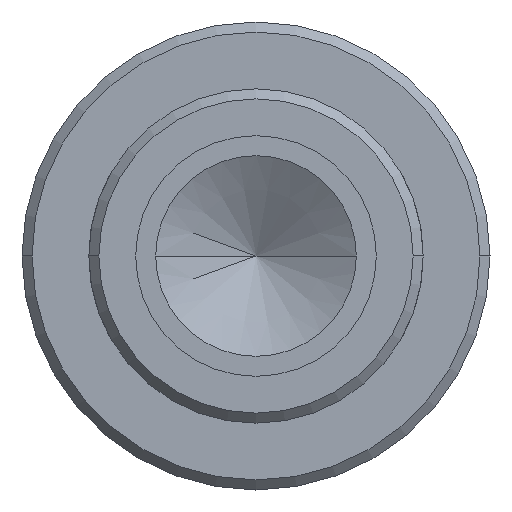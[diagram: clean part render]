
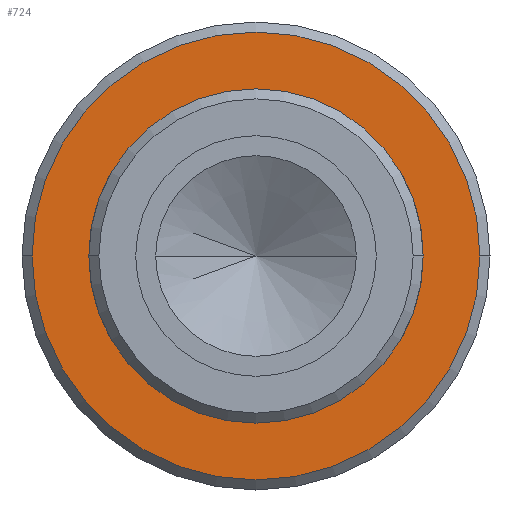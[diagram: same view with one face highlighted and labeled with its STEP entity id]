
A CAD part, left-side view. The second image highlights one B-rep face of the part: STEP entity #724.
In plain terms, the highlighted planar face has unit normal (-1, 0, 0).
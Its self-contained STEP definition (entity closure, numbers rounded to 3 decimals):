
#132=CARTESIAN_POINT('',(90.,25.,0.0));
#133=VERTEX_POINT('',#132);
#142=CARTESIAN_POINT('',(90.,-25.,0.));
#143=VERTEX_POINT('',#142);
#144=CARTESIAN_POINT('',(90.,0.,0.0));
#145=DIRECTION('',(-1.0,0.0,0.0));
#146=DIRECTION('',(0.0,1.0,0.0));
#147=AXIS2_PLACEMENT_3D('',#144,#145,#146);
#148=CIRCLE('',#147,25.0);
#149=EDGE_CURVE('',#133,#143,#148,.T.);
#356=CARTESIAN_POINT('',(90.,-33.5,0.));
#357=VERTEX_POINT('',#356);
#371=CARTESIAN_POINT('',(90.,33.5,0.));
#372=VERTEX_POINT('',#371);
#379=CARTESIAN_POINT('',(90.,0.,0.0));
#380=DIRECTION('',(1.0,0.0,0.0));
#381=DIRECTION('',(0.0,-1.0,0.0));
#382=AXIS2_PLACEMENT_3D('',#379,#380,#381);
#383=CIRCLE('',#382,33.5);
#384=EDGE_CURVE('',#372,#357,#383,.T.);
#699=CARTESIAN_POINT('',(90.,17.5,0.0));
#700=DIRECTION('',(-1.0,0.0,0.0));
#701=DIRECTION('',(0.0,0.0,1.0));
#702=AXIS2_PLACEMENT_3D('',#699,#700,#701);
#703=PLANE('',#702);
#704=ORIENTED_EDGE('',*,*,#384,.F.);
#705=CARTESIAN_POINT('',(90.,0.,0.0));
#706=DIRECTION('',(1.0,0.0,0.0));
#707=DIRECTION('',(0.0,-1.0,0.0));
#708=AXIS2_PLACEMENT_3D('',#705,#706,#707);
#709=CIRCLE('',#708,33.5);
#710=EDGE_CURVE('',#357,#372,#709,.T.);
#711=ORIENTED_EDGE('',*,*,#710,.F.);
#712=EDGE_LOOP('',(#704,#711));
#713=FACE_OUTER_BOUND('',#712,.T.);
#714=ORIENTED_EDGE('',*,*,#149,.F.);
#715=CARTESIAN_POINT('',(90.,0.,0.0));
#716=DIRECTION('',(-1.0,0.0,0.0));
#717=DIRECTION('',(0.0,1.0,0.0));
#718=AXIS2_PLACEMENT_3D('',#715,#716,#717);
#719=CIRCLE('',#718,25.0);
#720=EDGE_CURVE('',#143,#133,#719,.T.);
#721=ORIENTED_EDGE('',*,*,#720,.F.);
#722=EDGE_LOOP('',(#714,#721));
#723=FACE_BOUND('',#722,.T.);
#724=ADVANCED_FACE('',(#713,#723),#703,.T.);
